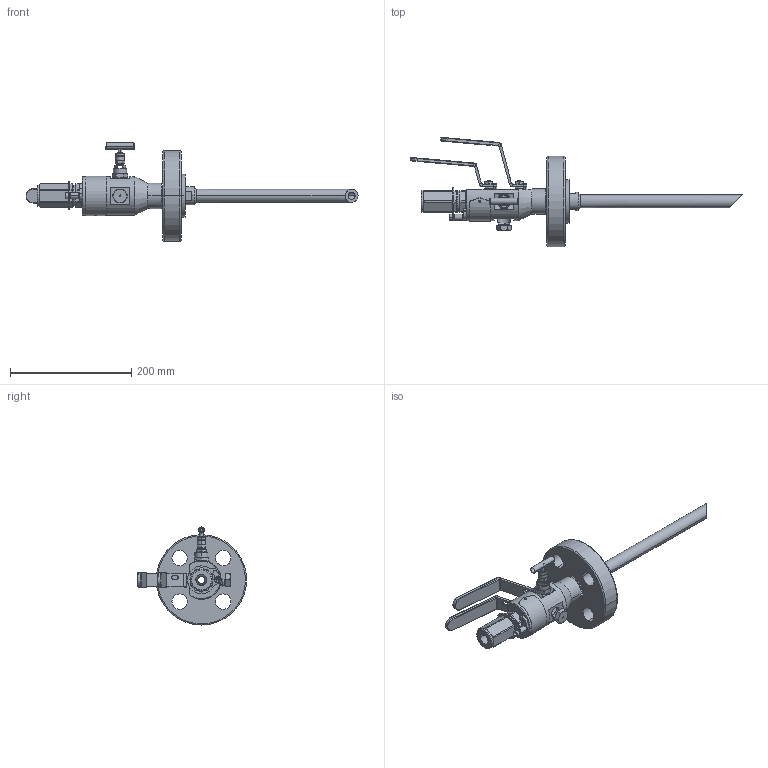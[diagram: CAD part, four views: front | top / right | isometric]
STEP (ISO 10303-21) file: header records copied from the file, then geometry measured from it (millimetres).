
FILE_DESCRIPTION((''),'2;1');
FILE_NAME('PRT0001','2022-02-15T',('BrunoR'),(''),'CREO PARAMETRIC BY PTC INC, 2015080','CREO PARAMETRIC BY PTC INC, 2015080','');
FILE_SCHEMA(('CONFIG_CONTROL_DESIGN'));
Length unit declared in the file: millimetre
Products named in the file (1): PRT0001
Bounding box: 548.33 x 180.34 x 161.94 mm (x, y, z)
Surface area: 152261.5 mm2 (no closed solid volume)
Topology: 0 solids, 90 shells, 421 faces, 2605 edges, 2236 vertices
Faces by surface type: plane 190, cylinder 124, cone 70, torus 29, bspline 4, sphere 4
Entity records: 26433 total; most frequent: CARTESIAN_POINT 7488, DIRECTION 3623, ORIENTED_EDGE 3236, EDGE_CURVE 2589, VERTEX_POINT 2232, VECTOR 1835, LINE 1835, AXIS2_PLACEMENT_3D 894
